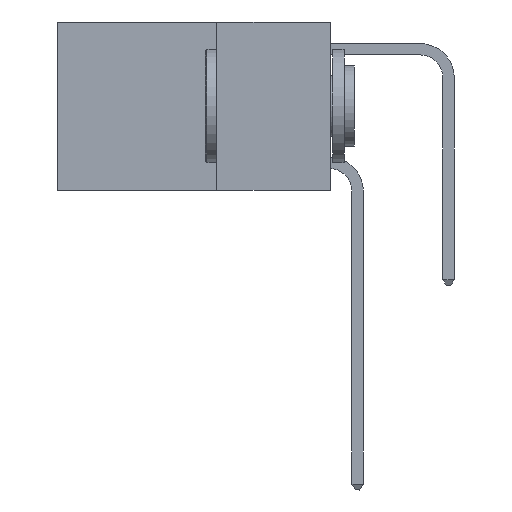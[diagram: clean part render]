
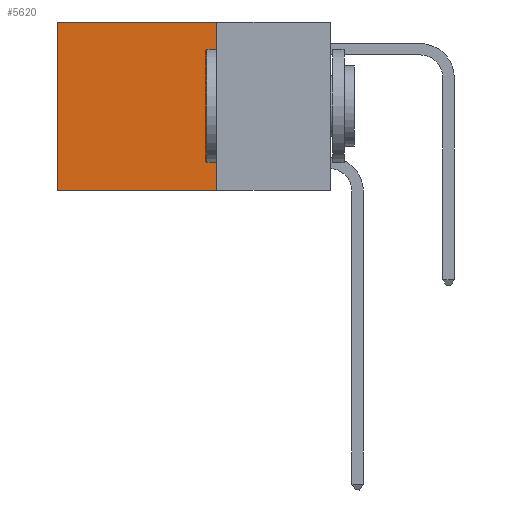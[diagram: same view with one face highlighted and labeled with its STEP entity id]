
A CAD part, left-side view. The second image highlights one B-rep face of the part: STEP entity #5620.
In plain terms, the highlighted planar face has unit normal (-1, 0, 0).
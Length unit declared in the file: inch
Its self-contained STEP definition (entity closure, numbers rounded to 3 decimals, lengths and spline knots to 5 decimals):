
#997 = ORIENTED_EDGE ( 'NONE', *, *, #5163, .T. ) ;
#1025 = VECTOR ( 'NONE', #21316, 39.37008 ) ;
#1138 = PLANE ( 'NONE',  #6592 ) ;
#1223 = DIRECTION ( 'NONE',  ( 0., 0., -1. ) ) ;
#2037 = ORIENTED_EDGE ( 'NONE', *, *, #23119, .T. ) ;
#3507 = VECTOR ( 'NONE', #14272, 39.37008 ) ;
#4244 = EDGE_LOOP ( 'NONE', ( #2037, #22517, #7874, #997 ) ) ;
#5163 = EDGE_CURVE ( 'NONE', #15229, #15352, #15943, .T. ) ;
#5519 = LINE ( 'NONE', #24647, #17310 ) ;
#5620 = ADVANCED_FACE ( 'NONE', ( #20562 ), #1138, .F. ) ;
#6254 = CARTESIAN_POINT ( 'NONE',  ( 0.2625, 0.6, 0. ) ) ;
#6592 = AXIS2_PLACEMENT_3D ( 'NONE', #7788, #20440, #22087 ) ;
#7429 = VERTEX_POINT ( 'NONE', #20154 ) ;
#7788 = CARTESIAN_POINT ( 'NONE',  ( 0.2625, 0.25, 0. ) ) ;
#7874 = ORIENTED_EDGE ( 'NONE', *, *, #22888, .F. ) ;
#8540 = CARTESIAN_POINT ( 'NONE',  ( 0.2625, 0.6, 0. ) ) ;
#10739 = LINE ( 'NONE', #8540, #1025 ) ;
#11216 = CARTESIAN_POINT ( 'NONE',  ( 0.2625, 0.25, -0.37 ) ) ;
#11349 = DIRECTION ( 'NONE',  ( 0., 1., 0. ) ) ;
#11621 = LINE ( 'NONE', #11216, #20120 ) ;
#14136 = CARTESIAN_POINT ( 'NONE',  ( 0.2625, 0.25, 0. ) ) ;
#14272 = DIRECTION ( 'NONE',  ( 0., 1., 0. ) ) ;
#15171 = CARTESIAN_POINT ( 'NONE',  ( 0.2625, 0.6, -0.37 ) ) ;
#15229 = VERTEX_POINT ( 'NONE', #18802 ) ;
#15352 = VERTEX_POINT ( 'NONE', #6254 ) ;
#15943 = LINE ( 'NONE', #14136, #3507 ) ;
#16728 = EDGE_CURVE ( 'NONE', #7429, #25854, #11621, .T. ) ;
#17310 = VECTOR ( 'NONE', #1223, 39.37008 ) ;
#18802 = CARTESIAN_POINT ( 'NONE',  ( 0.2625, 0.25, 0. ) ) ;
#20120 = VECTOR ( 'NONE', #11349, 39.37008 ) ;
#20154 = CARTESIAN_POINT ( 'NONE',  ( 0.2625, 0.25, -0.37 ) ) ;
#20440 = DIRECTION ( 'NONE',  ( 1., 0., 0. ) ) ;
#20562 = FACE_OUTER_BOUND ( 'NONE', #4244, .T. ) ;
#21316 = DIRECTION ( 'NONE',  ( 0., 0., -1. ) ) ;
#22087 = DIRECTION ( 'NONE',  ( 0., 0., -1. ) ) ;
#22517 = ORIENTED_EDGE ( 'NONE', *, *, #16728, .F. ) ;
#22888 = EDGE_CURVE ( 'NONE', #15229, #7429, #5519, .T. ) ;
#23119 = EDGE_CURVE ( 'NONE', #15352, #25854, #10739, .T. ) ;
#24647 = CARTESIAN_POINT ( 'NONE',  ( 0.2625, 0.25, 0. ) ) ;
#25854 = VERTEX_POINT ( 'NONE', #15171 ) ;
